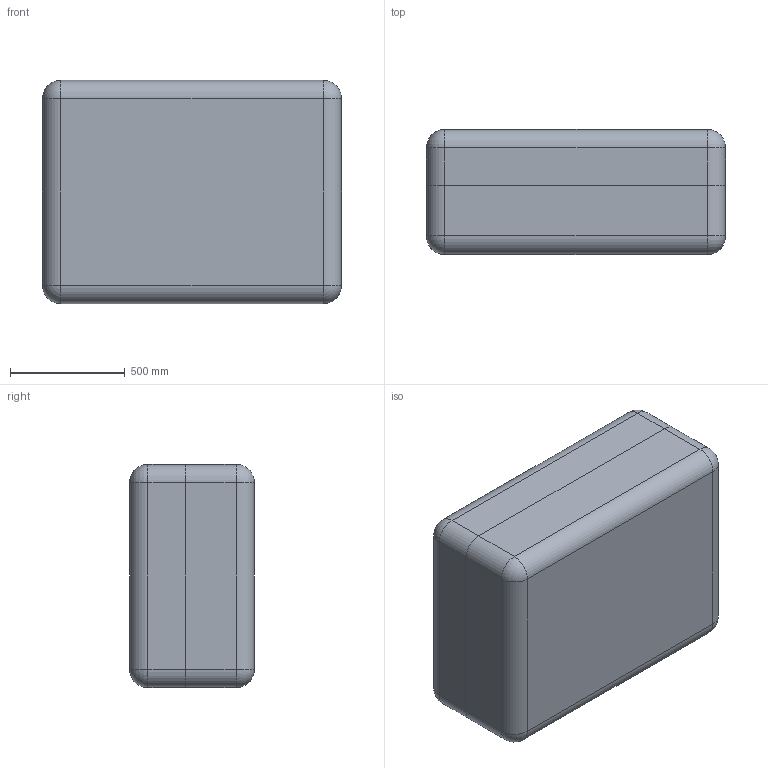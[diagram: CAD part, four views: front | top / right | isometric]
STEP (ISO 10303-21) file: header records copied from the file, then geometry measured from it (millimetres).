
FILE_DESCRIPTION (( 'STEP AP214' ), '1' );
FILE_NAME ('Òðàíñïîðòíûé êîíòåéíåð ÀÄÌÈÐÀË®ÏÐÎÔÅÑÑÈÎÍÀËÜÍÛÅ 288_óïðîùåííàÿ 3D-ìîäåëü.STEP', '2025-09-16T07:21:32', ( '' ), ( '' ), 'SwSTEP 2.0', 'SolidWorks 2021', '' );
FILE_SCHEMA (( 'AUTOMOTIVE_DESIGN' ));
Length unit declared in the file: millimetre
Products named in the file (3): Òðàíñïîðòíûé êîíòåéíåð ÀÄÌÈÐÀË®ÏÐÎÔÅÑÑÈÎÍÀËÜÍÛÅ 288_óïðîùåííàÿ 3D-ìîäåëü; LID_288A; BASE_288A
Assembly tree (2 placements, depth 2):
  Òðàíñïîðòíûé êîíòåéíåð ÀÄÌÈÐÀË®ÏÐÎÔÅÑÑÈÎÍÀËÜÍÛÅ 288_óïðîùåííàÿ 3D-ìîäåëü
    BASE_288A
    LID_288A
Bounding box: 1305.87 x 545.03 x 974.64 mm (x, y, z)
Volume: 328432267.3 mm3; surface area: 10619808.4 mm2
Topology: 2 solids, 2 shells, 3174 faces, 7535 edges, 4298 vertices
Faces by surface type: cylinder 1394, bspline 894, plane 626, torus 228, cone 24, sphere 8
Entity records: 161340 total; most frequent: CARTESIAN_POINT 94273, ORIENTED_EDGE 14838, DIRECTION 13059, EDGE_CURVE 7419, AXIS2_PLACEMENT_3D 5035, VERTEX_POINT 4298, EDGE_LOOP 3223, ADVANCED_FACE 3174
